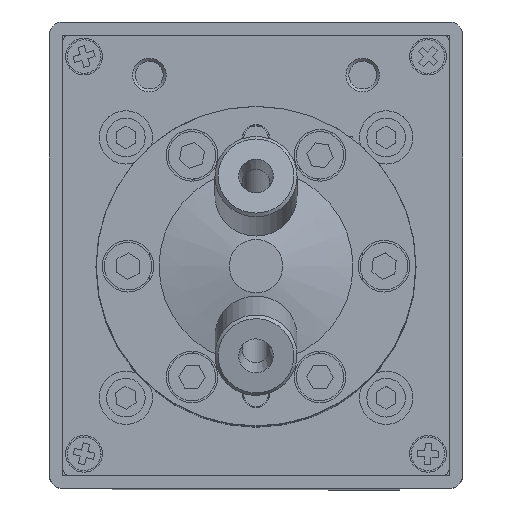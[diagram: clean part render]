
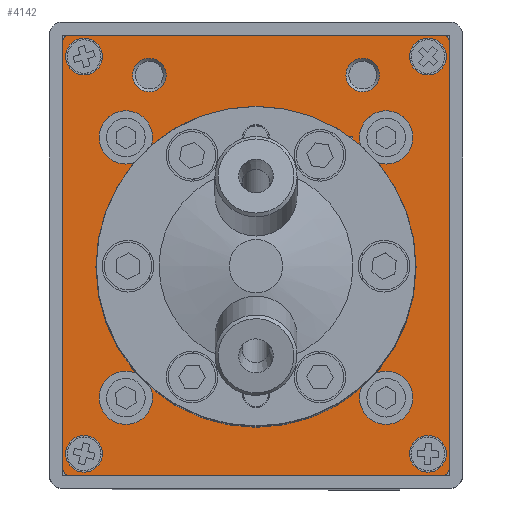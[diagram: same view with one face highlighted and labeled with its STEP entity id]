
A CAD part, top view. The second image highlights one B-rep face of the part: STEP entity #4142.
In plain terms, the highlighted planar face has unit normal (0, 0, 1).
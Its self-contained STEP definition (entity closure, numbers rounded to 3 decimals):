
#3878=CARTESIAN_POINT('',(39.635,-1.754,-27.746));
#3879=VERTEX_POINT('',#3878);
#3880=CARTESIAN_POINT('',(42.81,-1.754,-27.746));
#3881=DIRECTION('',(0.0,0.0,-1.0));
#3882=DIRECTION('',(-1.0,0.0,0.0));
#3883=AXIS2_PLACEMENT_3D('',#3880,#3881,#3882);
#3884=CIRCLE('',#3883,3.175);
#3885=EDGE_CURVE('',#3879,#3879,#3884,.T.);
#3926=CARTESIAN_POINT('',(39.635,-32.742,-27.746));
#3927=VERTEX_POINT('',#3926);
#3928=CARTESIAN_POINT('',(42.81,-32.742,-27.746));
#3929=DIRECTION('',(0.0,0.0,-1.0));
#3930=DIRECTION('',(-1.0,0.0,0.0));
#3931=AXIS2_PLACEMENT_3D('',#3928,#3929,#3930);
#3932=CIRCLE('',#3931,3.175);
#3933=EDGE_CURVE('',#3927,#3927,#3932,.T.);
#3994=CARTESIAN_POINT('',(38.016,5.663,-27.746));
#3995=VERTEX_POINT('',#3994);
#3996=CARTESIAN_POINT('',(40.016,5.663,-27.746));
#3997=DIRECTION('',(0.0,0.0,-1.0));
#3998=DIRECTION('',(-1.0,0.0,0.0));
#3999=AXIS2_PLACEMENT_3D('',#3996,#3997,#3998);
#4000=CIRCLE('',#3999,2.0);
#4001=EDGE_CURVE('',#3995,#3995,#4000,.T.);
#4006=CARTESIAN_POINT('',(27.316,-15.774,-27.746));
#4007=DIRECTION('',(0.0,0.0,1.0));
#4008=DIRECTION('',(-1.0,0.0,0.0));
#4009=AXIS2_PLACEMENT_3D('',#4006,#4007,#4008);
#4010=PLANE('',#4009);
#4011=CARTESIAN_POINT('',(50.328,10.413,-27.746));
#4012=VERTEX_POINT('',#4011);
#4013=CARTESIAN_POINT('',(4.303,10.413,-27.746));
#4014=VERTEX_POINT('',#4013);
#4015=CARTESIAN_POINT('',(50.328,10.413,-27.746));
#4016=DIRECTION('',(-1.0,0.0,0.0));
#4017=VECTOR('',#4016,46.025);
#4018=LINE('',#4015,#4017);
#4019=EDGE_CURVE('',#4012,#4014,#4018,.T.);
#4020=ORIENTED_EDGE('',*,*,#4019,.T.);
#4021=CARTESIAN_POINT('',(4.303,-41.962,-27.746));
#4022=VERTEX_POINT('',#4021);
#4023=CARTESIAN_POINT('',(4.303,10.413,-27.746));
#4024=DIRECTION('',(0.0,-1.0,0.0));
#4025=VECTOR('',#4024,52.375);
#4026=LINE('',#4023,#4025);
#4027=EDGE_CURVE('',#4014,#4022,#4026,.T.);
#4028=ORIENTED_EDGE('',*,*,#4027,.T.);
#4029=CARTESIAN_POINT('',(50.328,-41.962,-27.746));
#4030=VERTEX_POINT('',#4029);
#4031=CARTESIAN_POINT('',(4.303,-41.962,-27.746));
#4032=DIRECTION('',(1.0,0.0,0.0));
#4033=VECTOR('',#4032,46.025);
#4034=LINE('',#4031,#4033);
#4035=EDGE_CURVE('',#4022,#4030,#4034,.T.);
#4036=ORIENTED_EDGE('',*,*,#4035,.T.);
#4037=CARTESIAN_POINT('',(50.328,-41.962,-27.746));
#4038=DIRECTION('',(0.0,1.0,0.0));
#4039=VECTOR('',#4038,52.375);
#4040=LINE('',#4037,#4039);
#4041=EDGE_CURVE('',#4030,#4012,#4040,.T.);
#4042=ORIENTED_EDGE('',*,*,#4041,.T.);
#4043=EDGE_LOOP('',(#4020,#4028,#4036,#4042));
#4044=FACE_OUTER_BOUND('',#4043,.T.);
#4045=CARTESIAN_POINT('',(11.299,-17.248,-27.746));
#4046=VERTEX_POINT('',#4045);
#4047=CARTESIAN_POINT('',(27.316,-17.248,-27.746));
#4048=DIRECTION('',(0.0,0.0,1.0));
#4049=DIRECTION('',(1.0,0.0,0.0));
#4050=AXIS2_PLACEMENT_3D('',#4047,#4048,#4049);
#4051=CIRCLE('',#4050,16.017);
#4052=EDGE_CURVE('',#4046,#4046,#4051,.T.);
#4053=ORIENTED_EDGE('',*,*,#4052,.F.);
#4054=EDGE_LOOP('',(#4053));
#4055=FACE_BOUND('',#4054,.T.);
#4056=CARTESIAN_POINT('',(8.647,-1.754,-27.746));
#4057=VERTEX_POINT('',#4056);
#4058=CARTESIAN_POINT('',(11.822,-1.754,-27.746));
#4059=DIRECTION('',(0.0,0.0,-1.0));
#4060=DIRECTION('',(-1.0,0.0,0.0));
#4061=AXIS2_PLACEMENT_3D('',#4058,#4059,#4060);
#4062=CIRCLE('',#4061,3.175);
#4063=EDGE_CURVE('',#4057,#4057,#4062,.T.);
#4064=ORIENTED_EDGE('',*,*,#4063,.T.);
#4065=EDGE_LOOP('',(#4064));
#4066=FACE_BOUND('',#4065,.T.);
#4067=ORIENTED_EDGE('',*,*,#3885,.T.);
#4068=EDGE_LOOP('',(#4067));
#4069=FACE_BOUND('',#4068,.T.);
#4070=CARTESIAN_POINT('',(8.647,-32.742,-27.746));
#4071=VERTEX_POINT('',#4070);
#4072=CARTESIAN_POINT('',(11.822,-32.742,-27.746));
#4073=DIRECTION('',(0.0,0.0,-1.0));
#4074=DIRECTION('',(-1.0,0.0,0.0));
#4075=AXIS2_PLACEMENT_3D('',#4072,#4073,#4074);
#4076=CIRCLE('',#4075,3.175);
#4077=EDGE_CURVE('',#4071,#4071,#4076,.T.);
#4078=ORIENTED_EDGE('',*,*,#4077,.T.);
#4079=EDGE_LOOP('',(#4078));
#4080=FACE_BOUND('',#4079,.T.);
#4081=ORIENTED_EDGE('',*,*,#3933,.T.);
#4082=EDGE_LOOP('',(#4081));
#4083=FACE_BOUND('',#4082,.T.);
#4084=CARTESIAN_POINT('',(4.658,-39.422,-27.746));
#4085=VERTEX_POINT('',#4084);
#4086=CARTESIAN_POINT('',(6.843,-39.422,-27.746));
#4087=DIRECTION('',(0.0,0.0,-1.0));
#4088=DIRECTION('',(-1.0,0.0,0.0));
#4089=AXIS2_PLACEMENT_3D('',#4086,#4087,#4088);
#4090=CIRCLE('',#4089,2.185);
#4091=EDGE_CURVE('',#4085,#4085,#4090,.T.);
#4092=ORIENTED_EDGE('',*,*,#4091,.T.);
#4093=EDGE_LOOP('',(#4092));
#4094=FACE_BOUND('',#4093,.T.);
#4095=CARTESIAN_POINT('',(4.658,7.873,-27.746));
#4096=VERTEX_POINT('',#4095);
#4097=CARTESIAN_POINT('',(6.843,7.873,-27.746));
#4098=DIRECTION('',(0.0,0.0,-1.0));
#4099=DIRECTION('',(-1.0,0.0,0.0));
#4100=AXIS2_PLACEMENT_3D('',#4097,#4098,#4099);
#4101=CIRCLE('',#4100,2.185);
#4102=EDGE_CURVE('',#4096,#4096,#4101,.T.);
#4103=ORIENTED_EDGE('',*,*,#4102,.T.);
#4104=EDGE_LOOP('',(#4103));
#4105=FACE_BOUND('',#4104,.T.);
#4106=CARTESIAN_POINT('',(45.603,-39.422,-27.746));
#4107=VERTEX_POINT('',#4106);
#4108=CARTESIAN_POINT('',(47.788,-39.422,-27.746));
#4109=DIRECTION('',(0.0,0.0,-1.0));
#4110=DIRECTION('',(-1.0,0.0,0.0));
#4111=AXIS2_PLACEMENT_3D('',#4108,#4109,#4110);
#4112=CIRCLE('',#4111,2.185);
#4113=EDGE_CURVE('',#4107,#4107,#4112,.T.);
#4114=ORIENTED_EDGE('',*,*,#4113,.T.);
#4115=EDGE_LOOP('',(#4114));
#4116=FACE_BOUND('',#4115,.T.);
#4117=CARTESIAN_POINT('',(45.603,7.873,-27.746));
#4118=VERTEX_POINT('',#4117);
#4119=CARTESIAN_POINT('',(47.788,7.873,-27.746));
#4120=DIRECTION('',(0.0,0.0,-1.0));
#4121=DIRECTION('',(-1.0,0.0,0.0));
#4122=AXIS2_PLACEMENT_3D('',#4119,#4120,#4121);
#4123=CIRCLE('',#4122,2.185);
#4124=EDGE_CURVE('',#4118,#4118,#4123,.T.);
#4125=ORIENTED_EDGE('',*,*,#4124,.T.);
#4126=EDGE_LOOP('',(#4125));
#4127=FACE_BOUND('',#4126,.T.);
#4128=CARTESIAN_POINT('',(12.616,5.663,-27.746));
#4129=VERTEX_POINT('',#4128);
#4130=CARTESIAN_POINT('',(14.616,5.663,-27.746));
#4131=DIRECTION('',(0.0,0.0,-1.0));
#4132=DIRECTION('',(-1.0,0.0,0.0));
#4133=AXIS2_PLACEMENT_3D('',#4130,#4131,#4132);
#4134=CIRCLE('',#4133,2.0);
#4135=EDGE_CURVE('',#4129,#4129,#4134,.T.);
#4136=ORIENTED_EDGE('',*,*,#4135,.T.);
#4137=EDGE_LOOP('',(#4136));
#4138=FACE_BOUND('',#4137,.T.);
#4139=ORIENTED_EDGE('',*,*,#4001,.T.);
#4140=EDGE_LOOP('',(#4139));
#4141=FACE_BOUND('',#4140,.T.);
#4142=ADVANCED_FACE('',(#4044,#4055,#4066,#4069,#4080,#4083,#4094,#4105,#4116,#4127,#4138,#4141),#4010,.T.);
